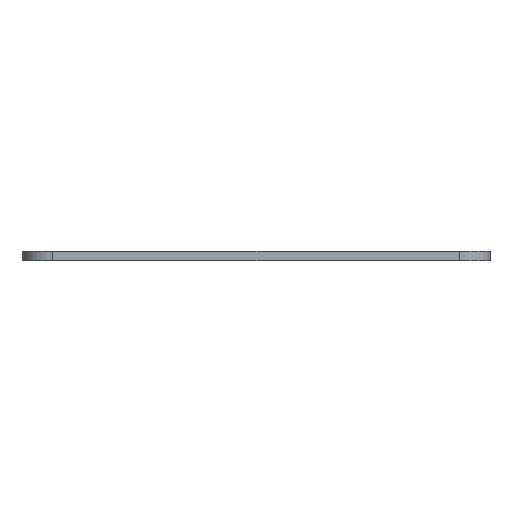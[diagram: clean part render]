
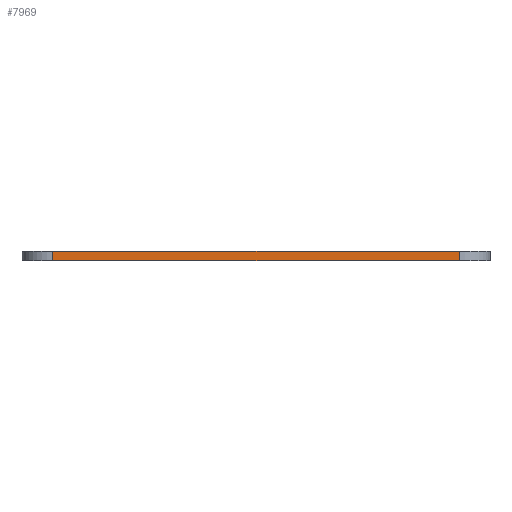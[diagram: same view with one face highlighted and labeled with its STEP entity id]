
A CAD part, left-side view. The second image highlights one B-rep face of the part: STEP entity #7969.
In plain terms, the highlighted planar face has unit normal (-1, 0, 0).
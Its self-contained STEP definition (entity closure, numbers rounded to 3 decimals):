
#1256=FACE_OUTER_BOUND('',#1712,.T.);
#1712=EDGE_LOOP('',(#7216,#7217,#7218,#7219));
#2291=LINE('',#16261,#2939);
#2334=LINE('',#16369,#2982);
#2336=LINE('',#16373,#2984);
#2337=LINE('',#16374,#2985);
#2939=VECTOR('',#9296,10.);
#2982=VECTOR('',#9373,10.);
#2984=VECTOR('',#9377,10.);
#2985=VECTOR('',#9378,10.);
#3769=VERTEX_POINT('',#16258);
#3770=VERTEX_POINT('',#16260);
#3818=VERTEX_POINT('',#16367);
#3819=VERTEX_POINT('',#16372);
#4915=EDGE_CURVE('',#3769,#3770,#2291,.T.);
#4966=EDGE_CURVE('',#3818,#3769,#2334,.T.);
#4968=EDGE_CURVE('',#3819,#3818,#2336,.T.);
#4969=EDGE_CURVE('',#3770,#3819,#2337,.T.);
#7216=ORIENTED_EDGE('',*,*,#4966,.F.);
#7217=ORIENTED_EDGE('',*,*,#4968,.F.);
#7218=ORIENTED_EDGE('',*,*,#4969,.F.);
#7219=ORIENTED_EDGE('',*,*,#4915,.F.);
#7553=PLANE('',#8423);
#7969=ADVANCED_FACE('',(#1256),#7553,.T.);
#8423=AXIS2_PLACEMENT_3D('',#16371,#9375,#9376);
#9296=DIRECTION('',(0.,1.,0.));
#9373=DIRECTION('',(0.,0.,-1.));
#9375=DIRECTION('center_axis',(-1.,0.,0.));
#9376=DIRECTION('ref_axis',(0.,-1.,0.));
#9377=DIRECTION('',(0.,-1.,0.));
#9378=DIRECTION('',(0.,0.,1.));
#16258=CARTESIAN_POINT('',(-75.5,-22.1,0.));
#16260=CARTESIAN_POINT('',(-75.5,44.5,0.));
#16261=CARTESIAN_POINT('',(-75.5,-27.1,0.));
#16367=CARTESIAN_POINT('',(-75.5,-22.1,1.5));
#16369=CARTESIAN_POINT('',(-75.5,-22.1,0.));
#16371=CARTESIAN_POINT('Origin',(-75.5,49.5,0.));
#16372=CARTESIAN_POINT('',(-75.5,44.5,1.5));
#16373=CARTESIAN_POINT('',(-75.5,-27.1,1.5));
#16374=CARTESIAN_POINT('',(-75.5,44.5,0.));
